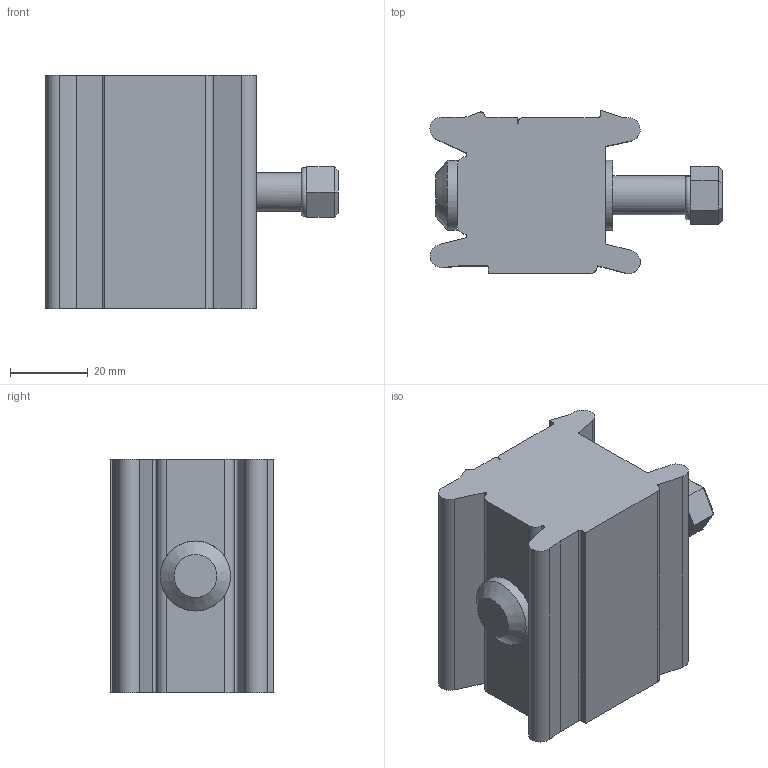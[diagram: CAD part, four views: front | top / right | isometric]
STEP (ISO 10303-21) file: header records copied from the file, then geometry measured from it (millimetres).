
FILE_DESCRIPTION(/* description */ (''),/* implementation_level */ '2;1');
FILE_NAME(/* name */ 'C Wedge 60.stp',/* time_stamp */ '2024-10-07T13:57:21+02:00',/* author */ ('se-marfre'),/* organization */ (''),/* preprocessor_version */ 'ST-DEVELOPER v19.2',/* originating_system */ 'Autodesk Inventor 2023',/* authorisation */ '');
FILE_SCHEMA (('AUTOMOTIVE_DESIGN { 1 0 10303 214 3 1 1 }'));
Length unit declared in the file: millimetre
Products named in the file (1): C Wedge 60
Bounding box: 74.98 x 41.95 x 60 mm (x, y, z)
Volume: 105769.5 mm3; surface area: 17927.8 mm2
Topology: 1 solids, 1 shells, 69 faces, 182 edges, 118 vertices
Faces by surface type: plane 43, cylinder 23, torus 2, cone 1
Full cylindrical faces by diameter (mm): 10 x1, 18 x2
Entity records: 2268 total; most frequent: DIRECTION 385, CARTESIAN_POINT 371, ORIENTED_EDGE 366, EDGE_CURVE 183, AXIS2_PLACEMENT_3D 132, LINE 121, VECTOR 121, VERTEX_POINT 118
